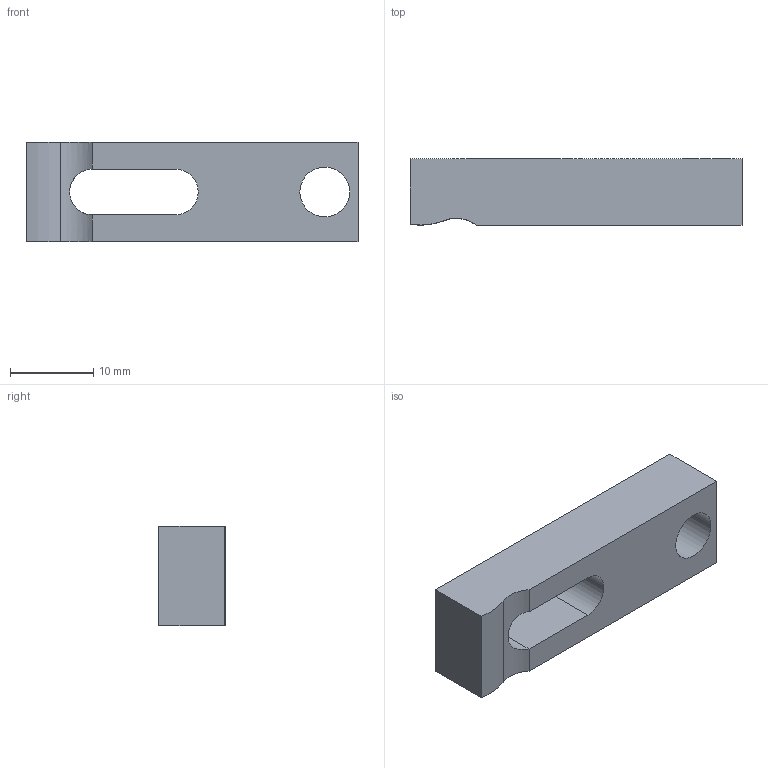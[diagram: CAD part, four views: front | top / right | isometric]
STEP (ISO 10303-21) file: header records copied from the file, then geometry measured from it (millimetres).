
FILE_DESCRIPTION(('STEP AP203'),'1');
FILE_NAME('clamp_04050-05.stp','2014-04-12T14:01:57',('TraceParts'),('TraceParts S.A.'),'XStep 1.0',' ',' ');
FILE_SCHEMA(('CONFIG_CONTROL_DESIGN'));
Length unit declared in the file: millimetre
Products named in the file (1): 1
Bounding box: 40 x 8 x 12 mm (x, y, z)
Volume: 2954.2 mm3; surface area: 2016.6 mm2
Topology: 1 solids, 1 shells, 16 faces, 43 edges, 28 vertices
Faces by surface type: cylinder 8, plane 8
Entity records: 619 total; most frequent: CARTESIAN_POINT 154, DIRECTION 89, ORIENTED_EDGE 86, EDGE_CURVE 43, AXIS2_PLACEMENT_3D 31, VERTEX_POINT 28, LINE 27, VECTOR 27
